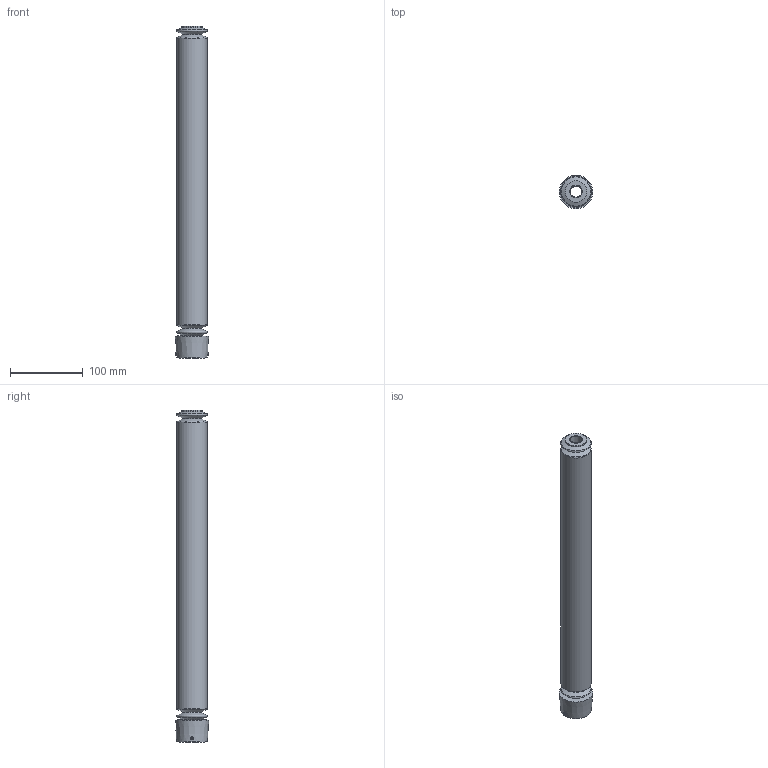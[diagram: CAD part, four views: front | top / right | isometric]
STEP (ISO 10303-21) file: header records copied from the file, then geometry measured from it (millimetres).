
FILE_DESCRIPTION(/* description */ ('STEP AP214'),/* implementation_level */ '2;1');
FILE_NAME(/* name */ '553307_DADB-V6-40-S426-475',/* time_stamp */ '2024-08-12T15:47:48+02:00',/* author */ ('License CC BY-ND 4.0'),/* organization */ ('CADENAS'),/* preprocessor_version */ 'ST-DEVELOPER v19.3',/* originating_system */ 'PARTsolutions',/* authorisation */ ' ');
FILE_SCHEMA (('AUTOMOTIVE_DESIGN {1 0 10303 214 3 1 1}'));
Length unit declared in the file: millimetre
Products named in the file (1): 553307 DADB-V6-40-S426-475---(423.70)
Bounding box: 46.1 x 46 x 455.74 mm (x, y, z)
Volume: 515555.9 mm3; surface area: 89648.1 mm2
Topology: 1 solids, 1 shells, 51 faces, 111 edges, 68 vertices
Faces by surface type: plane 21, cone 12, torus 10, cylinder 8
Full cylindrical faces by diameter (mm): 4 x2, 8.566 x1, 14 x1, 16 x1, 29.4 x1, 35 x1, 42 x1
Entity records: 1603 total; most frequent: CARTESIAN_POINT 244, DIRECTION 208, ORIENTED_EDGE 148, EDGE_LOOP 92, FACE_BOUND 92, AXIS2_PLACEMENT_3D 86, EDGE_CURVE 74, VERTEX_POINT 62
